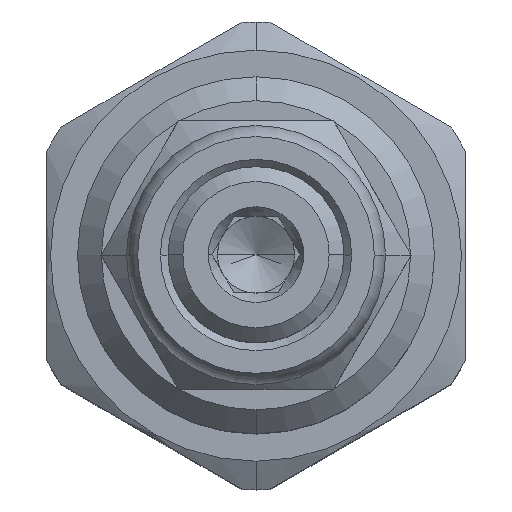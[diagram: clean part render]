
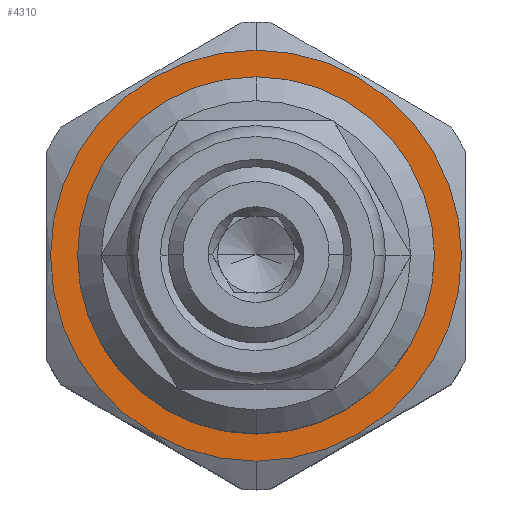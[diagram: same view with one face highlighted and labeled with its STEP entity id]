
A CAD part, top view. The second image highlights one B-rep face of the part: STEP entity #4310.
In plain terms, the highlighted planar face has unit normal (0, 0, 1).
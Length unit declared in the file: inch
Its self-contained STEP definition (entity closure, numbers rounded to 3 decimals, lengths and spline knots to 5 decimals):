
#1150=CARTESIAN_POINT('',(0.,0.,2.37));
#1151=DIRECTION('',(0.,0.,1.));
#1152=DIRECTION('',(0.,-1.,0.));
#1153=AXIS2_PLACEMENT_3D('',#1150,#1151,#1152);
#1155=CARTESIAN_POINT('',(0.,0.,2.37));
#1156=DIRECTION('',(0.,0.,-1.));
#1157=DIRECTION('',(0.,-1.,0.));
#1158=AXIS2_PLACEMENT_3D('',#1155,#1156,#1157);
#1164=CARTESIAN_POINT('',(0.,0.,2.37));
#1165=DIRECTION('',(0.,0.,-1.));
#1166=DIRECTION('',(0.,-1.,0.));
#1167=AXIS2_PLACEMENT_3D('',#1164,#1165,#1166);
#1358=CARTESIAN_POINT('',(0.,0.,2.37));
#1359=DIRECTION('',(0.,0.,1.));
#1360=DIRECTION('',(0.,-1.,0.));
#1361=AXIS2_PLACEMENT_3D('',#1358,#1359,#1360);
#2639=CARTESIAN_POINT('',(0.,-0.43,2.37));
#2641=VERTEX_POINT('',#2639);
#2647=CARTESIAN_POINT('',(0.,0.43,2.37));
#2649=VERTEX_POINT('',#2647);
#2655=CARTESIAN_POINT('',(0.,-0.3735,2.37));
#2656=CARTESIAN_POINT('',(0.,0.3735,2.37));
#2657=VERTEX_POINT('',#2655);
#2658=VERTEX_POINT('',#2656);
#4295=CARTESIAN_POINT('',(0.,0.,2.37));
#4296=DIRECTION('',(0.,0.,1.));
#4297=DIRECTION('',(0.,-1.,0.));
#4298=AXIS2_PLACEMENT_3D('',#4295,#4296,#4297);
#4299=PLANE('',#4298);
#4301=ORIENTED_EDGE('',*,*,#4300,.T.);
#4303=ORIENTED_EDGE('',*,*,#4302,.F.);
#4304=EDGE_LOOP('',(#4301,#4303));
#4305=FACE_OUTER_BOUND('',#4304,.F.);
#4306=ORIENTED_EDGE('',*,*,#4260,.T.);
#4307=ORIENTED_EDGE('',*,*,#4288,.F.);
#4308=EDGE_LOOP('',(#4306,#4307));
#4309=FACE_BOUND('',#4308,.F.);
#4310=ADVANCED_FACE('',(#4305,#4309),#4299,.T.);
#1154=CIRCLE('',#1153,0.3735);
#1159=CIRCLE('',#1158,0.3735);
#1168=CIRCLE('',#1167,0.43);
#1362=CIRCLE('',#1361,0.43);
#4260=EDGE_CURVE('',#2657,#2658,#1154,.T.);
#4288=EDGE_CURVE('',#2657,#2658,#1159,.T.);
#4300=EDGE_CURVE('',#2641,#2649,#1168,.T.);
#4302=EDGE_CURVE('',#2641,#2649,#1362,.T.);
